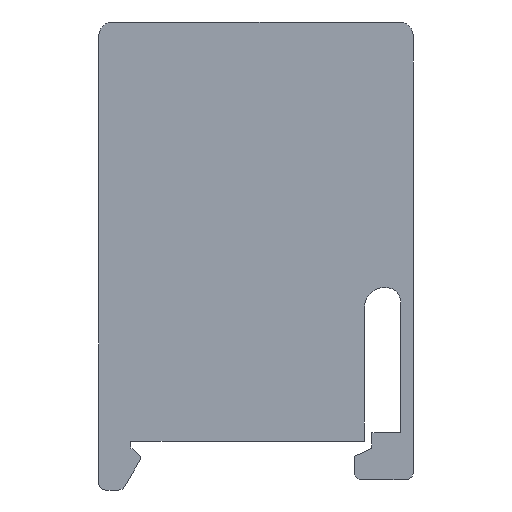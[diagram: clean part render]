
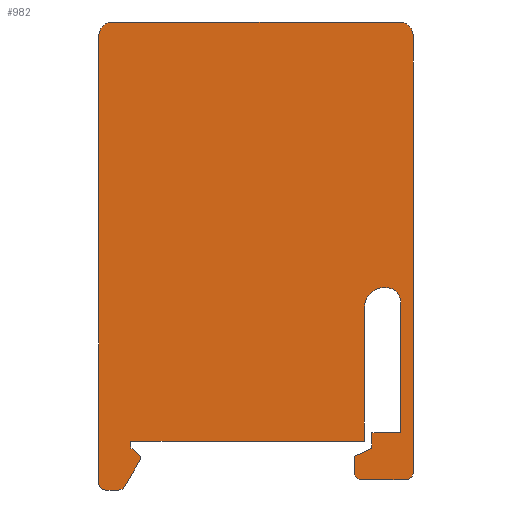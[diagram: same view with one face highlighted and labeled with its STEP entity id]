
A CAD part, left-side view. The second image highlights one B-rep face of the part: STEP entity #982.
In plain terms, the highlighted planar face has unit normal (-1, 0, 0).
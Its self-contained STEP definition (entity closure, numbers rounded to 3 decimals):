
#130=CARTESIAN_POINT('',(0.,19.301,59.994));
#131=VERTEX_POINT('',#130);
#132=CARTESIAN_POINT('',(0.,-21.7,59.994));
#133=VERTEX_POINT('',#132);
#134=CARTESIAN_POINT('',(0.,19.301,59.994));
#135=DIRECTION('',(0.0,-1.0,0.0));
#136=VECTOR('',#135,41.001);
#137=LINE('',#134,#136);
#138=EDGE_CURVE('',#131,#133,#137,.T.);
#170=CARTESIAN_POINT('',(0.,-23.7,57.994));
#171=VERTEX_POINT('',#170);
#172=CARTESIAN_POINT('',(0.,-21.7,57.994));
#173=DIRECTION('',(1.0,0.,0.));
#174=DIRECTION('',(0.,-0.707,0.707));
#175=AXIS2_PLACEMENT_3D('',#172,#173,#174);
#176=CIRCLE('',#175,1.999);
#177=EDGE_CURVE('',#133,#171,#176,.T.);
#203=CARTESIAN_POINT('',(0.0,-23.7,-4.5));
#204=VERTEX_POINT('',#203);
#205=CARTESIAN_POINT('',(0.,-23.7,57.994));
#206=DIRECTION('',(0.0,0.0,-1.0));
#207=VECTOR('',#206,62.494);
#208=LINE('',#205,#207);
#209=EDGE_CURVE('',#171,#204,#208,.T.);
#234=CARTESIAN_POINT('',(0.0,-22.701,-5.5));
#235=VERTEX_POINT('',#234);
#236=CARTESIAN_POINT('',(0.0,-22.701,-4.501));
#237=DIRECTION('',(1.0,0.,0.));
#238=DIRECTION('',(0.,-0.708,-0.707));
#239=AXIS2_PLACEMENT_3D('',#236,#237,#238);
#240=CIRCLE('',#239,0.999);
#241=EDGE_CURVE('',#204,#235,#240,.T.);
#267=CARTESIAN_POINT('',(0.0,-16.3,-5.5));
#268=VERTEX_POINT('',#267);
#269=CARTESIAN_POINT('',(0.0,-22.701,-5.5));
#270=DIRECTION('',(0.0,1.0,0.0));
#271=VECTOR('',#270,6.401);
#272=LINE('',#269,#271);
#273=EDGE_CURVE('',#235,#268,#272,.T.);
#298=CARTESIAN_POINT('',(0.0,-15.3,-4.5));
#299=VERTEX_POINT('',#298);
#300=CARTESIAN_POINT('',(0.0,-16.3,-4.5));
#301=DIRECTION('',(1.0,0.,0.));
#302=DIRECTION('',(0.,0.707,-0.707));
#303=AXIS2_PLACEMENT_3D('',#300,#301,#302);
#304=CIRCLE('',#303,1.);
#305=EDGE_CURVE('',#268,#299,#304,.T.);
#331=CARTESIAN_POINT('',(0.0,-15.3,-2.2));
#332=VERTEX_POINT('',#331);
#333=CARTESIAN_POINT('',(0.,-15.3,-4.5));
#334=DIRECTION('',(0.0,0.0,1.0));
#335=VECTOR('',#334,2.3);
#336=LINE('',#333,#335);
#337=EDGE_CURVE('',#299,#332,#336,.T.);
#362=CARTESIAN_POINT('',(0.0,-17.8,-1.));
#363=VERTEX_POINT('',#362);
#364=CARTESIAN_POINT('',(0.,-15.3,-2.2));
#365=DIRECTION('',(0.,-0.902,0.433));
#366=VECTOR('',#365,2.773);
#367=LINE('',#364,#366);
#368=EDGE_CURVE('',#332,#363,#367,.T.);
#393=CARTESIAN_POINT('',(0.0,-17.8,1.2));
#394=VERTEX_POINT('',#393);
#395=CARTESIAN_POINT('',(0.,-17.8,-1.));
#396=DIRECTION('',(0.0,0.0,1.0));
#397=VECTOR('',#396,2.201);
#398=LINE('',#395,#397);
#399=EDGE_CURVE('',#363,#394,#398,.T.);
#424=CARTESIAN_POINT('',(0.0,-21.899,1.2));
#425=VERTEX_POINT('',#424);
#426=CARTESIAN_POINT('',(0.0,-17.8,1.2));
#427=DIRECTION('',(0.0,-1.0,0.0));
#428=VECTOR('',#427,4.1);
#429=LINE('',#426,#428);
#430=EDGE_CURVE('',#394,#425,#429,.T.);
#455=CARTESIAN_POINT('',(0.,-21.899,19.894));
#456=VERTEX_POINT('',#455);
#457=CARTESIAN_POINT('',(0.,-21.899,1.2));
#458=DIRECTION('',(0.,0.,1.0));
#459=VECTOR('',#458,18.694);
#460=LINE('',#457,#459);
#461=EDGE_CURVE('',#425,#456,#460,.T.);
#486=CARTESIAN_POINT('',(0.,-19.799,21.994));
#487=VERTEX_POINT('',#486);
#488=CARTESIAN_POINT('',(0.,-19.8,19.894));
#489=DIRECTION('',(-1.0,0.,0.));
#490=DIRECTION('',(0.,-0.707,0.707));
#491=AXIS2_PLACEMENT_3D('',#488,#489,#490);
#492=CIRCLE('',#491,2.099);
#493=EDGE_CURVE('',#456,#487,#492,.T.);
#519=CARTESIAN_POINT('',(0.,-19.599,21.994));
#520=VERTEX_POINT('',#519);
#521=CARTESIAN_POINT('',(0.,-19.799,21.994));
#522=DIRECTION('',(0.0,1.0,0.0));
#523=VECTOR('',#522,0.2);
#524=LINE('',#521,#523);
#525=EDGE_CURVE('',#487,#520,#524,.T.);
#550=CARTESIAN_POINT('',(0.,-19.6,21.992));
#551=VERTEX_POINT('',#550);
#552=CARTESIAN_POINT('',(0.,-19.599,21.994));
#553=DIRECTION('',(0.,-0.11,-0.994));
#554=VECTOR('',#553,0.002);
#555=LINE('',#552,#554);
#556=EDGE_CURVE('',#520,#551,#555,.T.);
#581=CARTESIAN_POINT('',(0.,-16.7,18.994));
#582=VERTEX_POINT('',#581);
#583=CARTESIAN_POINT('',(0.,-19.7,18.994));
#584=DIRECTION('',(-1.0,0.,0.));
#585=DIRECTION('',(0.,0.719,0.695));
#586=AXIS2_PLACEMENT_3D('',#583,#584,#585);
#587=CIRCLE('',#586,3.);
#588=EDGE_CURVE('',#551,#582,#587,.T.);
#614=CARTESIAN_POINT('',(0.0,-16.7,0.0));
#615=VERTEX_POINT('',#614);
#616=CARTESIAN_POINT('',(0.,-16.7,18.994));
#617=DIRECTION('',(0.0,0.0,-1.0));
#618=VECTOR('',#617,18.994);
#619=LINE('',#616,#618);
#620=EDGE_CURVE('',#582,#615,#619,.T.);
#645=CARTESIAN_POINT('',(0.0,16.7,0.0));
#646=VERTEX_POINT('',#645);
#647=CARTESIAN_POINT('',(0.0,-16.7,0.0));
#648=DIRECTION('',(0.0,1.0,0.0));
#649=VECTOR('',#648,33.4);
#650=LINE('',#647,#649);
#651=EDGE_CURVE('',#615,#646,#650,.T.);
#676=CARTESIAN_POINT('',(0.0,16.7,-1.));
#677=VERTEX_POINT('',#676);
#678=CARTESIAN_POINT('',(0.,16.7,0.0));
#679=DIRECTION('',(0.0,0.0,-1.0));
#680=VECTOR('',#679,1.);
#681=LINE('',#678,#680);
#682=EDGE_CURVE('',#646,#677,#681,.T.);
#707=CARTESIAN_POINT('',(0.0,15.479,-2.024));
#708=VERTEX_POINT('',#707);
#709=CARTESIAN_POINT('',(0.,16.7,-1.));
#710=DIRECTION('',(0.,-0.766,-0.643));
#711=VECTOR('',#710,1.593);
#712=LINE('',#709,#711);
#713=EDGE_CURVE('',#677,#708,#712,.T.);
#738=CARTESIAN_POINT('',(0.0,15.368,-2.66));
#739=VERTEX_POINT('',#738);
#740=CARTESIAN_POINT('',(0.0,15.8,-2.408));
#741=DIRECTION('',(1.0,0.,0.));
#742=DIRECTION('',(0.,-0.985,0.172));
#743=AXIS2_PLACEMENT_3D('',#740,#741,#742);
#744=CIRCLE('',#743,0.5);
#745=EDGE_CURVE('',#708,#739,#744,.T.);
#771=CARTESIAN_POINT('',(0.0,17.609,-6.502));
#772=VERTEX_POINT('',#771);
#773=CARTESIAN_POINT('',(0.,15.368,-2.66));
#774=DIRECTION('',(0.,0.504,-0.864));
#775=VECTOR('',#774,4.448);
#776=LINE('',#773,#775);
#777=EDGE_CURVE('',#739,#772,#776,.T.);
#802=CARTESIAN_POINT('',(0.0,18.474,-7.));
#803=VERTEX_POINT('',#802);
#804=CARTESIAN_POINT('',(0.0,18.475,-5.999));
#805=DIRECTION('',(1.0,0.,0.));
#806=DIRECTION('',(0.,-0.499,-0.867));
#807=AXIS2_PLACEMENT_3D('',#804,#805,#806);
#808=CIRCLE('',#807,1.002);
#809=EDGE_CURVE('',#772,#803,#808,.T.);
#835=CARTESIAN_POINT('',(0.0,20.3,-7.));
#836=VERTEX_POINT('',#835);
#837=CARTESIAN_POINT('',(0.0,18.474,-7.));
#838=DIRECTION('',(0.0,1.0,0.0));
#839=VECTOR('',#838,1.826);
#840=LINE('',#837,#839);
#841=EDGE_CURVE('',#803,#836,#840,.T.);
#866=CARTESIAN_POINT('',(0.0,21.3,-6.));
#867=VERTEX_POINT('',#866);
#868=CARTESIAN_POINT('',(0.0,20.3,-6.));
#869=DIRECTION('',(1.0,0.,0.));
#870=DIRECTION('',(0.,0.707,-0.707));
#871=AXIS2_PLACEMENT_3D('',#868,#869,#870);
#872=CIRCLE('',#871,1.);
#873=EDGE_CURVE('',#836,#867,#872,.T.);
#899=CARTESIAN_POINT('',(0.,21.3,57.994));
#900=VERTEX_POINT('',#899);
#901=CARTESIAN_POINT('',(0.,21.3,-6.));
#902=DIRECTION('',(0.0,0.0,1.0));
#903=VECTOR('',#902,63.994);
#904=LINE('',#901,#903);
#905=EDGE_CURVE('',#867,#900,#904,.T.);
#930=CARTESIAN_POINT('',(0.,19.301,57.994));
#931=DIRECTION('',(1.0,0.,0.));
#932=DIRECTION('',(0.,0.707,0.707));
#933=AXIS2_PLACEMENT_3D('',#930,#931,#932);
#934=CIRCLE('',#933,2.);
#935=EDGE_CURVE('',#900,#131,#934,.T.);
#949=CARTESIAN_POINT('',(0.,-4.303,23.077));
#950=DIRECTION('',(-1.0,0.0,0.0));
#951=DIRECTION('',(0.0,0.0,1.0));
#952=AXIS2_PLACEMENT_3D('',#949,#950,#951);
#953=PLANE('',#952);
#954=ORIENTED_EDGE('',*,*,#138,.F.);
#955=ORIENTED_EDGE('',*,*,#935,.F.);
#956=ORIENTED_EDGE('',*,*,#905,.F.);
#957=ORIENTED_EDGE('',*,*,#873,.F.);
#958=ORIENTED_EDGE('',*,*,#841,.F.);
#959=ORIENTED_EDGE('',*,*,#809,.F.);
#960=ORIENTED_EDGE('',*,*,#777,.F.);
#961=ORIENTED_EDGE('',*,*,#745,.F.);
#962=ORIENTED_EDGE('',*,*,#713,.F.);
#963=ORIENTED_EDGE('',*,*,#682,.F.);
#964=ORIENTED_EDGE('',*,*,#651,.F.);
#965=ORIENTED_EDGE('',*,*,#620,.F.);
#966=ORIENTED_EDGE('',*,*,#588,.F.);
#967=ORIENTED_EDGE('',*,*,#556,.F.);
#968=ORIENTED_EDGE('',*,*,#525,.F.);
#969=ORIENTED_EDGE('',*,*,#493,.F.);
#970=ORIENTED_EDGE('',*,*,#461,.F.);
#971=ORIENTED_EDGE('',*,*,#430,.F.);
#972=ORIENTED_EDGE('',*,*,#399,.F.);
#973=ORIENTED_EDGE('',*,*,#368,.F.);
#974=ORIENTED_EDGE('',*,*,#337,.F.);
#975=ORIENTED_EDGE('',*,*,#305,.F.);
#976=ORIENTED_EDGE('',*,*,#273,.F.);
#977=ORIENTED_EDGE('',*,*,#241,.F.);
#978=ORIENTED_EDGE('',*,*,#209,.F.);
#979=ORIENTED_EDGE('',*,*,#177,.F.);
#980=EDGE_LOOP('',(#954,#955,#956,#957,#958,#959,#960,#961,#962,#963,#964,#965,#966,#967,#968,#969,#970,#971,#972,#973,#974,#975,#976,#977,#978,#979));
#981=FACE_OUTER_BOUND('',#980,.T.);
#982=ADVANCED_FACE('',(#981),#953,.T.);
